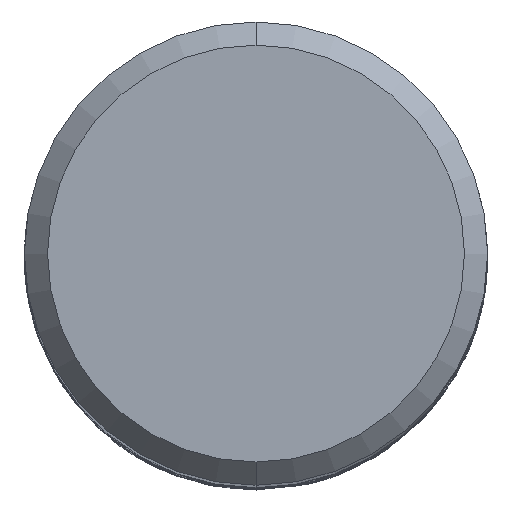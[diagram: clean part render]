
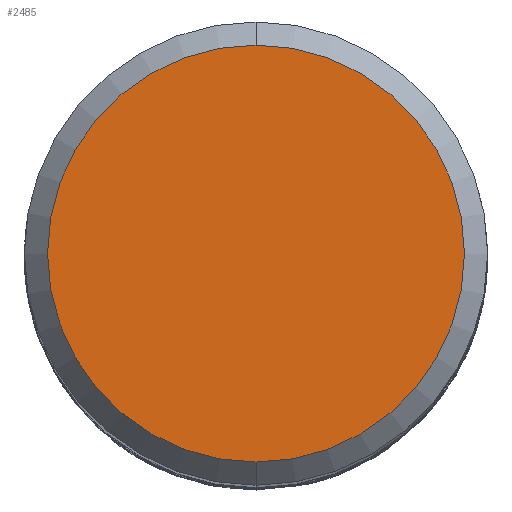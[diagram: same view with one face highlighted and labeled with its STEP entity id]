
A CAD part, top view. The second image highlights one B-rep face of the part: STEP entity #2485.
In plain terms, the highlighted planar face has unit normal (0, 0, 1).
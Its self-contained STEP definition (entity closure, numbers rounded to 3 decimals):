
#1311=EDGE_CURVE('',#2733,#3581,#3765,.T.);
#1461=EDGE_CURVE('',#3581,#2733,#3928,.T.);
#2485=ADVANCED_FACE('',(#5038),#5039,.T.);
#2733=VERTEX_POINT('',#5310);
#3581=VERTEX_POINT('',#6237);
#3765=CIRCLE('',#6615,9.0);
#3928=CIRCLE('',#8259,9.0);
#5038=FACE_OUTER_BOUND('',#22967,.T.);
#5039=PLANE('',#22968);
#5310=CARTESIAN_POINT('',(0.0,9.0,0.0));
#6237=CARTESIAN_POINT('',(0.,-9.0,0.0));
#6615=AXIS2_PLACEMENT_3D('',#36437,#36438,#36439);
#8259=AXIS2_PLACEMENT_3D('',#36606,#36607,#36608);
#22967=EDGE_LOOP('',(#37689,#37690));
#22968=AXIS2_PLACEMENT_3D('',#37691,#37692,#37693);
#36437=CARTESIAN_POINT('',(0.0,0.0,0.0));
#36438=DIRECTION('',(0.0,0.0,-1.0));
#36439=DIRECTION('',(0.0,1.0,0.0));
#36606=CARTESIAN_POINT('',(0.0,0.0,0.0));
#36607=DIRECTION('',(0.0,0.0,-1.0));
#36608=DIRECTION('',(0.0,1.0,0.0));
#37689=ORIENTED_EDGE('',*,*,#1311,.F.);
#37690=ORIENTED_EDGE('',*,*,#1461,.F.);
#37691=CARTESIAN_POINT('',(0.0,4.5,0.0));
#37692=DIRECTION('',(-0.0,0.0,1.0));
#37693=DIRECTION('',(0.0,-1.0,0.0));
